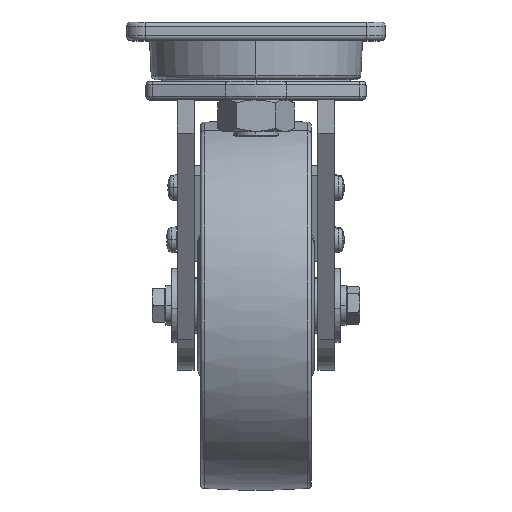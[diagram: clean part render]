
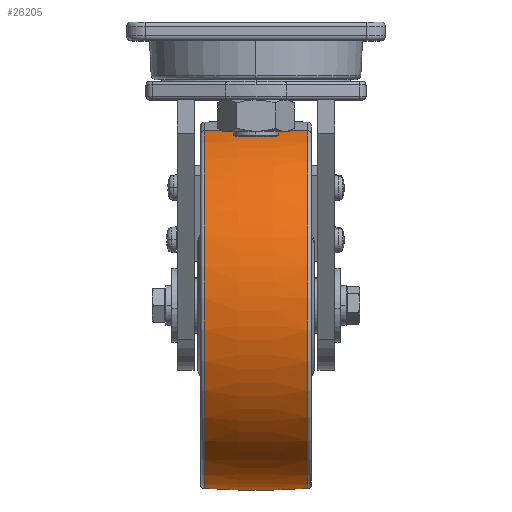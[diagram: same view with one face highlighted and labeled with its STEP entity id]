
A CAD part, top view. The second image highlights one B-rep face of the part: STEP entity #26205.
In plain terms, the highlighted toroidal (fillet/blend) face has major radius 350.5 mm and minor radius 450.5 mm.
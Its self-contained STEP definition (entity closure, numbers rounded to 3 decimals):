
#1132 = DIRECTION ( 'NONE',  ( 0., 0., 1. ) ) ;
#5751 = VERTEX_POINT ( 'NONE', #23927 ) ;
#8041 = VERTEX_POINT ( 'NONE', #13873 ) ;
#9648 = CARTESIAN_POINT ( 'NONE',  ( 28.125, 0., -99.121 ) ) ;
#11414 = EDGE_CURVE ( 'NONE', #8041, #5751, #46238, .T. ) ;
#11768 = CARTESIAN_POINT ( 'NONE',  ( 0., 0., 350.5 ) ) ;
#12580 = VERTEX_POINT ( 'NONE', #9648 ) ;
#13873 = CARTESIAN_POINT ( 'NONE',  ( 28.125, 0., 99.121 ) ) ;
#17079 = DIRECTION ( 'NONE',  ( 1., 0., 0. ) ) ;
#17523 = ORIENTED_EDGE ( 'NONE', *, *, #24477, .F. ) ;
#17860 = DIRECTION ( 'NONE',  ( 0., 0., 1. ) ) ;
#19351 = CARTESIAN_POINT ( 'NONE',  ( 0., 0., -350.5 ) ) ;
#20869 = VERTEX_POINT ( 'NONE', #24489 ) ;
#22240 = ORIENTED_EDGE ( 'NONE', *, *, #48420, .T. ) ;
#23927 = CARTESIAN_POINT ( 'NONE',  ( -28.125, 0., 99.121 ) ) ;
#24477 = EDGE_CURVE ( 'NONE', #12580, #20869, #37394, .T. ) ;
#24489 = CARTESIAN_POINT ( 'NONE',  ( -28.125, 0., -99.121 ) ) ;
#25478 = DIRECTION ( 'NONE',  ( 0., 0., -1. ) ) ;
#26205 = ADVANCED_FACE ( 'NONE', ( #78116 ), #43857, .T. ) ;
#29389 = AXIS2_PLACEMENT_3D ( 'NONE', #61177, #60909, #73656 ) ;
#31452 = ORIENTED_EDGE ( 'NONE', *, *, #11414, .T. ) ;
#35486 = EDGE_CURVE ( 'NONE', #12580, #8041, #65548, .T. ) ;
#37394 = CIRCLE ( 'NONE', #60419, 450.5 ) ;
#37589 = DIRECTION ( 'NONE',  ( -1., 0., 0. ) ) ;
#43357 = AXIS2_PLACEMENT_3D ( 'NONE', #53537, #17079, #59678 ) ;
#43857 = TOROIDAL_SURFACE ( 'NONE', #29389, -350.5, 450.5 ) ;
#46238 = CIRCLE ( 'NONE', #64775, 450.5 ) ;
#46646 = AXIS2_PLACEMENT_3D ( 'NONE', #73979, #37589, #1132 ) ;
#48420 = EDGE_CURVE ( 'NONE', #5751, #20869, #74773, .T. ) ;
#53290 = ORIENTED_EDGE ( 'NONE', *, *, #35486, .T. ) ;
#53537 = CARTESIAN_POINT ( 'NONE',  ( -28.125, 0., 0. ) ) ;
#54276 = DIRECTION ( 'NONE',  ( 0., 1., 0. ) ) ;
#59678 = DIRECTION ( 'NONE',  ( 0., 0., -1. ) ) ;
#60419 = AXIS2_PLACEMENT_3D ( 'NONE', #11768, #54276, #17860 ) ;
#60909 = DIRECTION ( 'NONE',  ( -1., 0., 0. ) ) ;
#61177 = CARTESIAN_POINT ( 'NONE',  ( 0., 0., 0. ) ) ;
#61909 = DIRECTION ( 'NONE',  ( 0., -1., 0. ) ) ;
#64775 = AXIS2_PLACEMENT_3D ( 'NONE', #19351, #61909, #25478 ) ;
#65548 = CIRCLE ( 'NONE', #46646, 99.121 ) ;
#68908 = EDGE_LOOP ( 'NONE', ( #17523, #53290, #31452, #22240 ) ) ;
#73656 = DIRECTION ( 'NONE',  ( 0., 0., 1. ) ) ;
#73979 = CARTESIAN_POINT ( 'NONE',  ( 28.125, 0., 0. ) ) ;
#74773 = CIRCLE ( 'NONE', #43357, 99.121 ) ;
#78116 = FACE_OUTER_BOUND ( 'NONE', #68908, .T. ) ;
